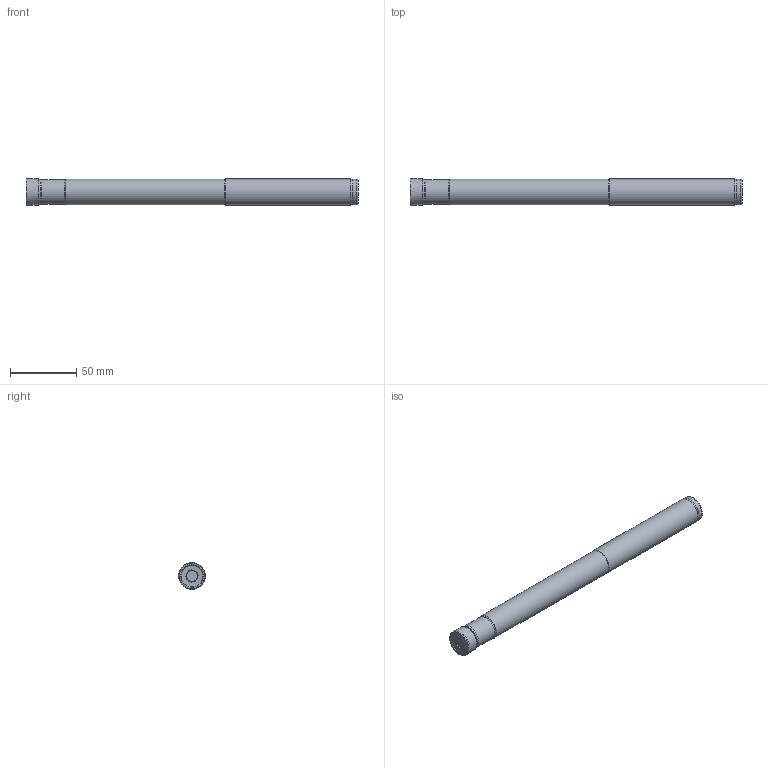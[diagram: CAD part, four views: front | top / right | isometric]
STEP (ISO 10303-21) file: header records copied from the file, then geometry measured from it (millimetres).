
FILE_DESCRIPTION(/* description */ (''),/* implementation_level */ '2;1');
FILE_NAME(/* name */ 'AEM90-AP09-D20-C20-L250-Z02-H.stp',/* time_stamp */ '2023-10-04T10:57:20+03:00',/* author */ (''),/* organization */ (''),/* preprocessor_version */ 'ST-DEVELOPER v19.4',/* originating_system */ 'SIEMENS PLM Software NX2306.3001',/* authorisation */ '');
FILE_SCHEMA (('AUTOMOTIVE_DESIGN { 1 0 10303 214 3 1 1 1 }'));
Length unit declared in the file: millimetre
Products named in the file (1): AEM90-AP09-D20-C20-L250-Z02-H
Bounding box: 250 x 20 x 20 mm (x, y, z)
Volume: 77544 mm3; surface area: 17221.7 mm2
Topology: 2 solids, 2 shells, 28 faces, 64 edges, 39 vertices
Faces by surface type: revolution 12, cone 5, cylinder 5, plane 3, torus 3
Full cylindrical faces by diameter (mm): 18.5 x1, 19 x1, 19.5 x2, 20 x1
Entity records: 740 total; most frequent: CARTESIAN_POINT 119, DIRECTION 104, EDGE_LOOP 54, ORIENTED_EDGE 54, FACE_BOUND 52, AXIS2_PLACEMENT_3D 44, ADVANCED_FACE 28, VERTEX_POINT 27
